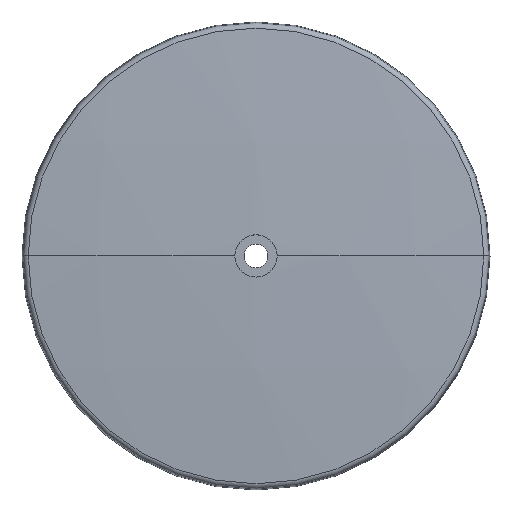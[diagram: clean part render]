
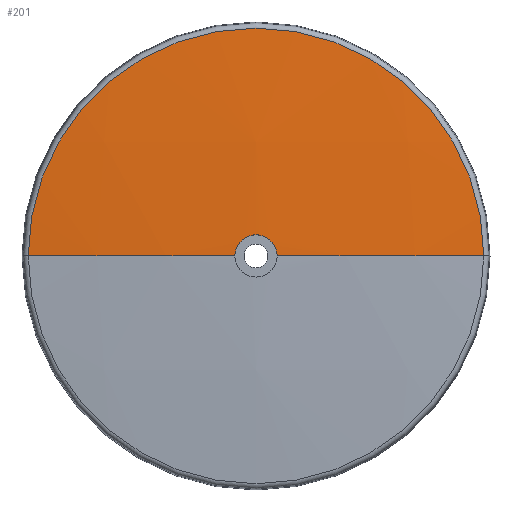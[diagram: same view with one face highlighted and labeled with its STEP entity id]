
A CAD part, top view. The second image highlights one B-rep face of the part: STEP entity #201.
In plain terms, the highlighted spherical face has radius 500 mm.
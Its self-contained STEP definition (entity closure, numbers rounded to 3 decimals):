
#10 = VERTEX_POINT ( 'NONE', #194 ) ;
#20 = AXIS2_PLACEMENT_3D ( 'NONE', #381, #213, #342 ) ;
#39 = DIRECTION ( 'NONE',  ( -1., 0., 0. ) ) ;
#64 = CARTESIAN_POINT ( 'NONE',  ( 3.75, 0., 7.786 ) ) ;
#85 = CIRCLE ( 'NONE', #324, 500. ) ;
#86 = CIRCLE ( 'NONE', #293, 500. ) ;
#93 = DIRECTION ( 'NONE',  ( 0., -1., 0. ) ) ;
#94 = ORIENTED_EDGE ( 'NONE', *, *, #328, .T. ) ;
#108 = CARTESIAN_POINT ( 'NONE',  ( -40.4, 0., 6.165 ) ) ;
#111 = EDGE_LOOP ( 'NONE', ( #159, #94, #322, #174 ) ) ;
#116 = EDGE_CURVE ( 'NONE', #205, #10, #216, .T. ) ;
#123 = DIRECTION ( 'NONE',  ( 0., 0., 1. ) ) ;
#133 = SPHERICAL_SURFACE ( 'NONE', #379, 500. ) ;
#150 = CARTESIAN_POINT ( 'NONE',  ( 0., 0., -492.2 ) ) ;
#159 = ORIENTED_EDGE ( 'NONE', *, *, #116, .F. ) ;
#165 = EDGE_CURVE ( 'NONE', #10, #195, #85, .T. ) ;
#174 = ORIENTED_EDGE ( 'NONE', *, *, #165, .F. ) ;
#183 = VERTEX_POINT ( 'NONE', #273 ) ;
#189 = CARTESIAN_POINT ( 'NONE',  ( 0., 0., -492.2 ) ) ;
#194 = CARTESIAN_POINT ( 'NONE',  ( -3.75, 0., 7.786 ) ) ;
#195 = VERTEX_POINT ( 'NONE', #108 ) ;
#197 = EDGE_CURVE ( 'NONE', #183, #195, #336, .T. ) ;
#201 = ADVANCED_FACE ( 'NONE', ( #238 ), #133, .T. ) ;
#205 = VERTEX_POINT ( 'NONE', #64 ) ;
#211 = CARTESIAN_POINT ( 'NONE',  ( 0., 0., -492.2 ) ) ;
#213 = DIRECTION ( 'NONE',  ( 0., 0., 1. ) ) ;
#216 = CIRCLE ( 'NONE', #20, 3.75 ) ;
#238 = FACE_OUTER_BOUND ( 'NONE', #111, .T. ) ;
#272 = DIRECTION ( 'NONE',  ( 0., 1., 0. ) ) ;
#273 = CARTESIAN_POINT ( 'NONE',  ( 40.4, 0., 6.165 ) ) ;
#289 = AXIS2_PLACEMENT_3D ( 'NONE', #304, #123, #305 ) ;
#293 = AXIS2_PLACEMENT_3D ( 'NONE', #211, #272, #39 ) ;
#304 = CARTESIAN_POINT ( 'NONE',  ( 0., 0., 6.165 ) ) ;
#305 = DIRECTION ( 'NONE',  ( -1., 0., 0. ) ) ;
#309 = DIRECTION ( 'NONE',  ( 0., 0., -1. ) ) ;
#322 = ORIENTED_EDGE ( 'NONE', *, *, #197, .T. ) ;
#324 = AXIS2_PLACEMENT_3D ( 'NONE', #189, #93, #309 ) ;
#328 = EDGE_CURVE ( 'NONE', #205, #183, #86, .T. ) ;
#336 = CIRCLE ( 'NONE', #289, 40.4 ) ;
#342 = DIRECTION ( 'NONE',  ( -1., 0., 0. ) ) ;
#375 = DIRECTION ( 'NONE',  ( 0., 1., 0. ) ) ;
#379 = AXIS2_PLACEMENT_3D ( 'NONE', #150, #375, #402 ) ;
#381 = CARTESIAN_POINT ( 'NONE',  ( 0., 0., 7.786 ) ) ;
#402 = DIRECTION ( 'NONE',  ( -1., 0., 0. ) ) ;
